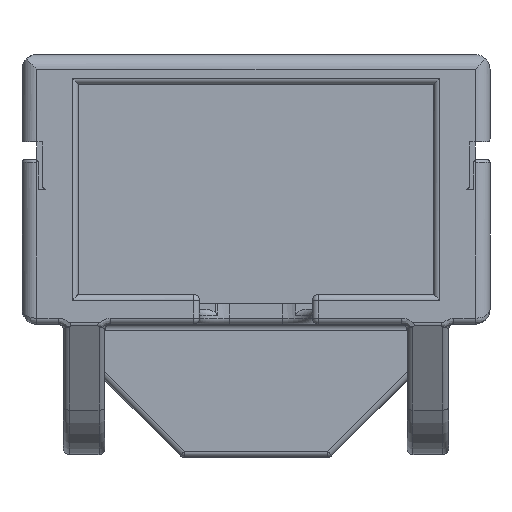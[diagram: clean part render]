
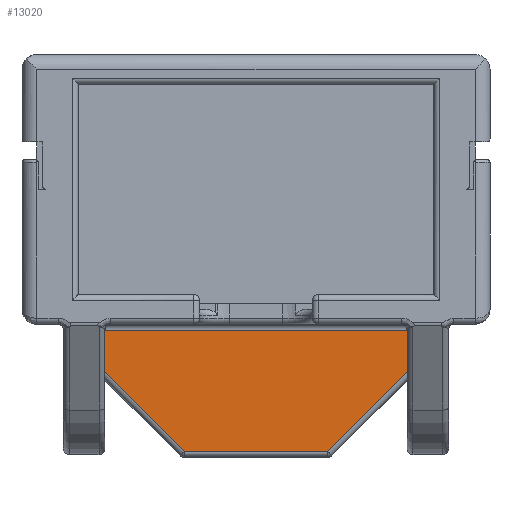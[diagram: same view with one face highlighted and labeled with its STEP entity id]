
A CAD part, left-side view. The second image highlights one B-rep face of the part: STEP entity #13020.
In plain terms, the highlighted planar face has unit normal (-1, 0, 0).
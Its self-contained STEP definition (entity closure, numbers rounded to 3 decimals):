
#175 = DIRECTION ( 'NONE',  ( 0., 0., 1. ) ) ;
#477 = ORIENTED_EDGE ( 'NONE', *, *, #1047, .T. ) ;
#713 = ORIENTED_EDGE ( 'NONE', *, *, #3116, .T. ) ;
#1047 = EDGE_CURVE ( 'NONE', #8423, #8780, #3955, .T. ) ;
#1297 = DIRECTION ( 'NONE',  ( 1., 0., 0. ) ) ;
#1351 = CARTESIAN_POINT ( 'NONE',  ( -3.764, 9.367, 25.664 ) ) ;
#1586 = FACE_OUTER_BOUND ( 'NONE', #2733, .T. ) ;
#1713 = LINE ( 'NONE', #12858, #3801 ) ;
#1765 = VECTOR ( 'NONE', #6906, 1000. ) ;
#1849 = EDGE_CURVE ( 'NONE', #14786, #6743, #6598, .T. ) ;
#2386 = CARTESIAN_POINT ( 'NONE',  ( -3.764, 19.967, 25.664 ) ) ;
#2733 = EDGE_LOOP ( 'NONE', ( #12518, #6904, #14408, #14884, #477, #713 ) ) ;
#2758 = CARTESIAN_POINT ( 'NONE',  ( -3.764, 12.25, 22.781 ) ) ;
#2780 = VERTEX_POINT ( 'NONE', #5855 ) ;
#3116 = EDGE_CURVE ( 'NONE', #8780, #14786, #12106, .T. ) ;
#3170 = DIRECTION ( 'NONE',  ( 0., -0.707, -0.707 ) ) ;
#3641 = VECTOR ( 'NONE', #8527, 1000. ) ;
#3697 = VECTOR ( 'NONE', #9686, 1000. ) ;
#3801 = VECTOR ( 'NONE', #3170, 1000. ) ;
#3955 = LINE ( 'NONE', #6564, #7951 ) ;
#4616 = LINE ( 'NONE', #8010, #1765 ) ;
#5077 = CARTESIAN_POINT ( 'NONE',  ( -3.764, 9.167, 26.881 ) ) ;
#5725 = CARTESIAN_POINT ( 'NONE',  ( -3.764, 17.084, 22.781 ) ) ;
#5855 = CARTESIAN_POINT ( 'NONE',  ( -3.764, 19.967, 26.881 ) ) ;
#6564 = CARTESIAN_POINT ( 'NONE',  ( -3.764, 12.167, 22.781 ) ) ;
#6598 = LINE ( 'NONE', #11237, #10216 ) ;
#6743 = VERTEX_POINT ( 'NONE', #10991 ) ;
#6768 = EDGE_CURVE ( 'NONE', #6743, #2780, #13358, .T. ) ;
#6904 = ORIENTED_EDGE ( 'NONE', *, *, #6768, .T. ) ;
#6906 = DIRECTION ( 'NONE',  ( 0., 0., -1. ) ) ;
#7398 = PLANE ( 'NONE',  #9172 ) ;
#7474 = EDGE_CURVE ( 'NONE', #7733, #8423, #1713, .T. ) ;
#7733 = VERTEX_POINT ( 'NONE', #2386 ) ;
#7951 = VECTOR ( 'NONE', #13785, 1000. ) ;
#8010 = CARTESIAN_POINT ( 'NONE',  ( -3.764, 19.967, 22.581 ) ) ;
#8423 = VERTEX_POINT ( 'NONE', #5725 ) ;
#8478 = CARTESIAN_POINT ( 'NONE',  ( -3.764, 9.167, 22.581 ) ) ;
#8527 = DIRECTION ( 'NONE',  ( 0., 1., 0. ) ) ;
#8780 = VERTEX_POINT ( 'NONE', #2758 ) ;
#9172 = AXIS2_PLACEMENT_3D ( 'NONE', #8478, #1297, #13378 ) ;
#9686 = DIRECTION ( 'NONE',  ( 0., -0.707, 0.707 ) ) ;
#9844 = CARTESIAN_POINT ( 'NONE',  ( -3.764, 9.308, 25.723 ) ) ;
#10216 = VECTOR ( 'NONE', #175, 1000. ) ;
#10991 = CARTESIAN_POINT ( 'NONE',  ( -3.764, 9.367, 26.881 ) ) ;
#11237 = CARTESIAN_POINT ( 'NONE',  ( -3.764, 9.367, 22.581 ) ) ;
#12106 = LINE ( 'NONE', #9844, #3697 ) ;
#12518 = ORIENTED_EDGE ( 'NONE', *, *, #1849, .T. ) ;
#12858 = CARTESIAN_POINT ( 'NONE',  ( -3.764, 17.026, 22.723 ) ) ;
#13020 = ADVANCED_FACE ( 'NONE', ( #1586 ), #7398, .F. ) ;
#13358 = LINE ( 'NONE', #5077, #3641 ) ;
#13378 = DIRECTION ( 'NONE',  ( 0., -1., 0. ) ) ;
#13785 = DIRECTION ( 'NONE',  ( 0., -1., 0. ) ) ;
#14094 = EDGE_CURVE ( 'NONE', #2780, #7733, #4616, .T. ) ;
#14408 = ORIENTED_EDGE ( 'NONE', *, *, #14094, .T. ) ;
#14786 = VERTEX_POINT ( 'NONE', #1351 ) ;
#14884 = ORIENTED_EDGE ( 'NONE', *, *, #7474, .T. ) ;
